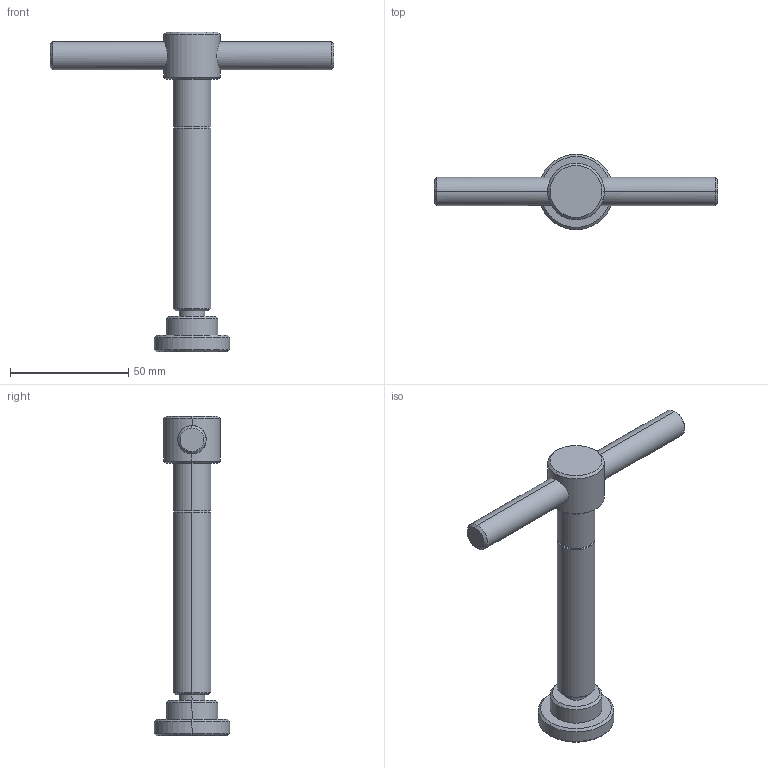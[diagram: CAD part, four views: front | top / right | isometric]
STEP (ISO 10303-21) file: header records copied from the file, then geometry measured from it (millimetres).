
FILE_DESCRIPTION(('STEP AP214'),'1');
FILE_NAME(' ',' ',('TraceParts'),('TraceParts S.A.'),'XStep 1.0',' ',' ');
FILE_SCHEMA(('automotive_design'));
Length unit declared in the file: millimetre
Products named in the file (1): 1
Bounding box: 120 x 32 x 135.3 mm (x, y, z)
Volume: 48305.1 mm3; surface area: 13511.4 mm2
Topology: 1 solids, 1 shells, 43 faces, 91 edges, 55 vertices
Faces by surface type: cone 18, cylinder 16, plane 9
Entity records: 2378 total; most frequent: CARTESIAN_POINT 324, DIRECTION 222, STYLED_ITEM 190, PRESENTATION_STYLE_ASSIGNMENT 190, COLOUR_RGB 190, ORIENTED_EDGE 182, AXIS2_PLACEMENT_3D 93, EDGE_CURVE 91
